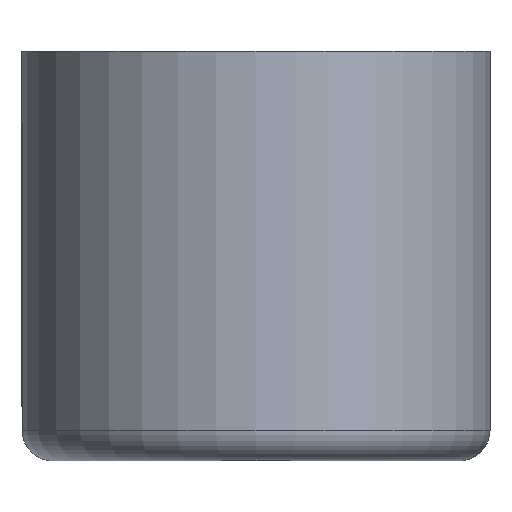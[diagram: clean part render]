
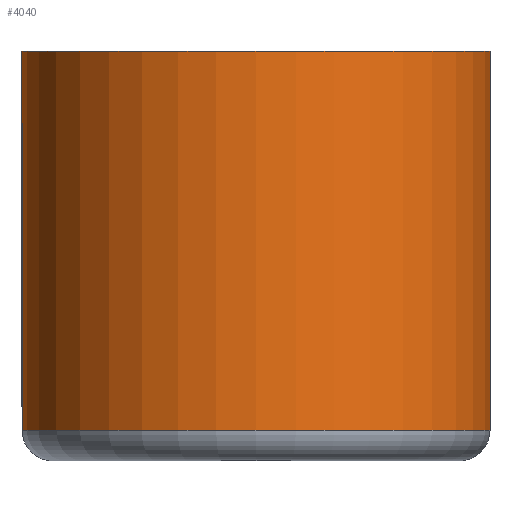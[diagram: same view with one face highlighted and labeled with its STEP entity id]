
A CAD part, left-side view. The second image highlights one B-rep face of the part: STEP entity #4040.
In plain terms, the highlighted cylindrical face has radius 22.86 mm (diameter 45.72 mm), a partial arc.
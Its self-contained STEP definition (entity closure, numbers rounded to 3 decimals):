
#15=CYLINDRICAL_SURFACE('',#4103,22.86);
#39=CIRCLE('',#4097,22.86);
#43=CIRCLE('',#4104,22.86);
#307=FACE_OUTER_BOUND('',#544,.T.);
#544=EDGE_LOOP('',(#3566,#3567,#3568,#3569));
#766=LINE('',#8139,#980);
#767=LINE('',#8142,#981);
#980=VECTOR('',#4416,10.);
#981=VECTOR('',#4419,10.);
#1757=VERTEX_POINT('',#8124);
#1758=VERTEX_POINT('',#8128);
#1760=VERTEX_POINT('',#8138);
#1761=VERTEX_POINT('',#8140);
#2366=EDGE_CURVE('',#1757,#1758,#39,.T.);
#2370=EDGE_CURVE('',#1757,#1760,#766,.T.);
#2371=EDGE_CURVE('',#1761,#1760,#43,.T.);
#2372=EDGE_CURVE('',#1758,#1761,#767,.T.);
#3566=ORIENTED_EDGE('',*,*,#2366,.F.);
#3567=ORIENTED_EDGE('',*,*,#2370,.T.);
#3568=ORIENTED_EDGE('',*,*,#2371,.F.);
#3569=ORIENTED_EDGE('',*,*,#2372,.F.);
#4040=ADVANCED_FACE('',(#307),#15,.T.);
#4097=AXIS2_PLACEMENT_3D('',#8130,#4402,#4403);
#4103=AXIS2_PLACEMENT_3D('',#8137,#4414,#4415);
#4104=AXIS2_PLACEMENT_3D('',#8141,#4417,#4418);
#4402=DIRECTION('center_axis',(0.,0.,-1.));
#4403=DIRECTION('ref_axis',(-1.,0.,0.));
#4414=DIRECTION('center_axis',(0.,0.,1.));
#4415=DIRECTION('ref_axis',(-1.,0.,0.));
#4416=DIRECTION('',(0.,0.,1.));
#4417=DIRECTION('center_axis',(0.,0.,1.));
#4418=DIRECTION('ref_axis',(0.724,0.69,0.));
#4419=DIRECTION('',(0.,0.,1.));
#8124=CARTESIAN_POINT('',(-16.446,-15.766,3.));
#8128=CARTESIAN_POINT('',(-16.446,15.766,3.));
#8130=CARTESIAN_POINT('Origin',(-33.,0.,3.));
#8137=CARTESIAN_POINT('Origin',(-33.,0.,0.));
#8138=CARTESIAN_POINT('',(-16.446,-15.766,40.));
#8139=CARTESIAN_POINT('',(-16.446,-15.766,0.));
#8140=CARTESIAN_POINT('',(-16.446,15.766,40.));
#8141=CARTESIAN_POINT('Origin',(-33.,0.,40.));
#8142=CARTESIAN_POINT('',(-16.446,15.766,0.));
